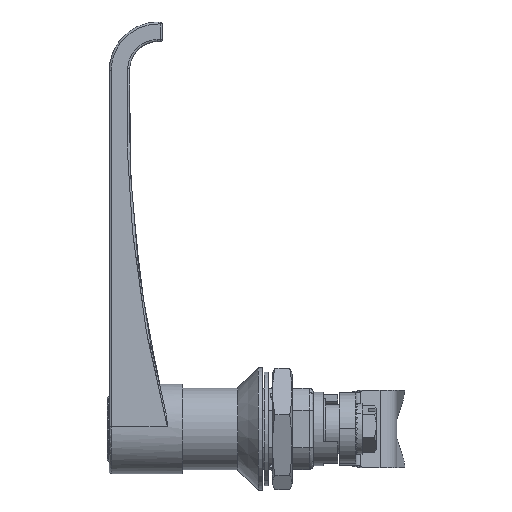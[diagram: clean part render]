
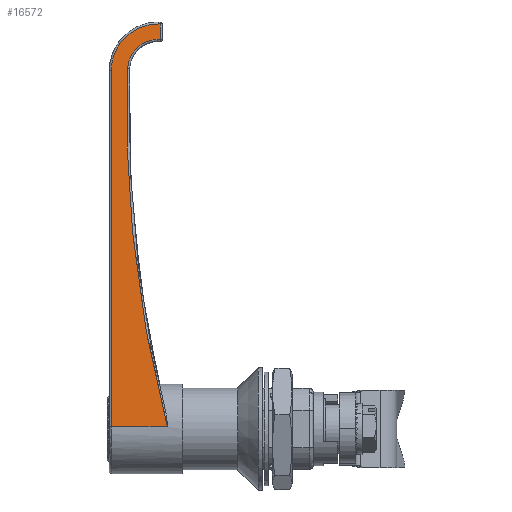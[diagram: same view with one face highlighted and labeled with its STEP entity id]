
A CAD part, left-side view. The second image highlights one B-rep face of the part: STEP entity #16572.
In plain terms, the highlighted planar face has unit normal (-0.999, 0, 0.045).
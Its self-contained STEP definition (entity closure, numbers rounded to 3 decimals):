
#364 = DIRECTION ( 'NONE',  ( 0., 1., 0. ) ) ;
#437 = VECTOR ( 'NONE', #20366, 1000. ) ;
#632 = CARTESIAN_POINT ( 'NONE',  ( -10.989, 23.342, 0.496 ) ) ;
#910 = CARTESIAN_POINT ( 'NONE',  ( -7.019, 33.095, 88.5 ) ) ;
#1192 = VERTEX_POINT ( 'NONE', #8468 ) ;
#1216 = CARTESIAN_POINT ( 'NONE',  ( -6.522, 22.7, 99.523 ) ) ;
#1279 = VECTOR ( 'NONE', #17002, 1000. ) ;
#1923 = EDGE_CURVE ( 'NONE', #20956, #21937, #18875, .T. ) ;
#2089 = AXIS2_PLACEMENT_3D ( 'NONE', #24676, #15106, #3631 ) ;
#2397 =( BOUNDED_CURVE ( )  B_SPLINE_CURVE ( 3, ( #910, #19966, #2837, #16204 ),
 .UNSPECIFIED., .F., .F. ) 
 B_SPLINE_CURVE_WITH_KNOTS ( ( 4, 4 ),
 ( 4.748, 6.248 ),
 .UNSPECIFIED. ) 
 CURVE ( )  GEOMETRIC_REPRESENTATION_ITEM ( )  RATIONAL_B_SPLINE_CURVE ( ( 1., 0.821, 0.821, 1. ) ) 
 REPRESENTATION_ITEM ( '' )  );
#2544 = CARTESIAN_POINT ( 'NONE',  ( -7.019, 33.095, 88.5 ) ) ;
#2837 = CARTESIAN_POINT ( 'NONE',  ( -6.699, 30.011, 95.584 ) ) ;
#3252 = VERTEX_POINT ( 'NONE', #23056 ) ;
#3345 = CARTESIAN_POINT ( 'NONE',  ( -6.522, 25.6, 99.523 ) ) ;
#3553 = EDGE_CURVE ( 'NONE', #21937, #15597, #5508, .T. ) ;
#3631 = DIRECTION ( 'NONE',  ( 0., 1., 0. ) ) ;
#3635 = VECTOR ( 'NONE', #13691, 1000. ) ;
#3821 = CARTESIAN_POINT ( 'NONE',  ( -6.522, 25.1, 99.523 ) ) ;
#4002 = ORIENTED_EDGE ( 'NONE', *, *, #1923, .T. ) ;
#4050 = CARTESIAN_POINT ( 'NONE',  ( -6.736, 37.1, 94.759 ) ) ;
#4688 = CARTESIAN_POINT ( 'NONE',  ( -6.691, 25.1, 95.755 ) ) ;
#5249 = CARTESIAN_POINT ( 'NONE',  ( -7.019, 33.095, 88.5 ) ) ;
#5481 = PLANE ( 'NONE',  #2089 ) ;
#5508 = LINE ( 'NONE', #1216, #437 ) ;
#6160 = VERTEX_POINT ( 'NONE', #10236 ) ;
#7861 = VECTOR ( 'NONE', #364, 1000. ) ;
#8086 =( BOUNDED_CURVE ( )  B_SPLINE_CURVE ( 3, ( #9736, #13583, #4050, #17423 ),
 .UNSPECIFIED., .F., .F. ) 
 B_SPLINE_CURVE_WITH_KNOTS ( ( 4, 4 ),
 ( 0., 1.571 ),
 .UNSPECIFIED. ) 
 CURVE ( )  GEOMETRIC_REPRESENTATION_ITEM ( )  RATIONAL_B_SPLINE_CURVE ( ( 1., 0.805, 0.805, 1. ) ) 
 REPRESENTATION_ITEM ( '' )  );
#8468 = CARTESIAN_POINT ( 'NONE',  ( -7.04, 37.1, 88.023 ) ) ;
#8533 = ORIENTED_EDGE ( 'NONE', *, *, #18025, .T. ) ;
#8783 = EDGE_LOOP ( 'NONE', ( #11509, #20319, #8533, #14143, #4002, #15232, #17564, #24252 ) ) ;
#9276 = CARTESIAN_POINT ( 'NONE',  ( -10.989, 25.1, 0.496 ) ) ;
#9736 = CARTESIAN_POINT ( 'NONE',  ( -6.522, 25.6, 99.523 ) ) ;
#10236 = CARTESIAN_POINT ( 'NONE',  ( -10.989, 37.1, 0.496 ) ) ;
#10400 = EDGE_CURVE ( 'NONE', #23146, #19840, #21002, .T. ) ;
#10412 = EDGE_CURVE ( 'NONE', #3252, #20956, #23540, .T. ) ;
#10586 = CARTESIAN_POINT ( 'NONE',  ( -10.989, 23.342, 0.496 ) ) ;
#11509 = ORIENTED_EDGE ( 'NONE', *, *, #22483, .F. ) ;
#11777 = DIRECTION ( 'NONE',  ( 0.002, -0.999, 0.035 ) ) ;
#13583 = CARTESIAN_POINT ( 'NONE',  ( -6.522, 32.337, 99.523 ) ) ;
#13691 = DIRECTION ( 'NONE',  ( 0.045, 0., 0.999 ) ) ;
#13791 = FACE_OUTER_BOUND ( 'NONE', #8783, .T. ) ;
#14143 = ORIENTED_EDGE ( 'NONE', *, *, #10412, .T. ) ;
#15087 = CARTESIAN_POINT ( 'NONE',  ( -10.989, 37.1, 0.496 ) ) ;
#15106 = DIRECTION ( 'NONE',  ( -0.999, 0., 0.045 ) ) ;
#15232 = ORIENTED_EDGE ( 'NONE', *, *, #3553, .T. ) ;
#15597 = VERTEX_POINT ( 'NONE', #3345 ) ;
#16204 = CARTESIAN_POINT ( 'NONE',  ( -6.693, 25.862, 95.729 ) ) ;
#16572 = ADVANCED_FACE ( 'NONE', ( #13791 ), #5481, .T. ) ;
#17002 = DIRECTION ( 'NONE',  ( -0.045, 0., -0.999 ) ) ;
#17423 = CARTESIAN_POINT ( 'NONE',  ( -7.04, 37.1, 88.023 ) ) ;
#17564 = ORIENTED_EDGE ( 'NONE', *, *, #23843, .T. ) ;
#17770 = CARTESIAN_POINT ( 'NONE',  ( -9.692, 30.877, 29.25 ) ) ;
#18016 = LINE ( 'NONE', #21455, #7861 ) ;
#18025 = EDGE_CURVE ( 'NONE', #19840, #3252, #2397, .T. ) ;
#18392 = VECTOR ( 'NONE', #11777, 1000. ) ;
#18875 = LINE ( 'NONE', #9276, #3635 ) ;
#19840 = VERTEX_POINT ( 'NONE', #5249 ) ;
#19966 = CARTESIAN_POINT ( 'NONE',  ( -6.832, 32.948, 92.649 ) ) ;
#20319 = ORIENTED_EDGE ( 'NONE', *, *, #10400, .T. ) ;
#20366 = DIRECTION ( 'NONE',  ( 0., 1., 0. ) ) ;
#20956 = VERTEX_POINT ( 'NONE', #4688 ) ;
#21002 =( BOUNDED_CURVE ( )  B_SPLINE_CURVE ( 3, ( #632, #17770, #23586, #2544 ),
 .UNSPECIFIED., .F., .F. ) 
 B_SPLINE_CURVE_WITH_KNOTS ( ( 4, 4 ),
 ( 4.456, 4.748 ),
 .UNSPECIFIED. ) 
 CURVE ( )  GEOMETRIC_REPRESENTATION_ITEM ( )  RATIONAL_B_SPLINE_CURVE ( ( 1., 0.993, 0.993, 1. ) ) 
 REPRESENTATION_ITEM ( '' )  );
#21323 = CARTESIAN_POINT ( 'NONE',  ( -6.693, 26.032, 95.723 ) ) ;
#21455 = CARTESIAN_POINT ( 'NONE',  ( -10.989, 22.7, 0.496 ) ) ;
#21664 = LINE ( 'NONE', #15087, #1279 ) ;
#21937 = VERTEX_POINT ( 'NONE', #3821 ) ;
#22317 = EDGE_CURVE ( 'NONE', #1192, #6160, #21664, .T. ) ;
#22483 = EDGE_CURVE ( 'NONE', #23146, #6160, #18016, .T. ) ;
#23056 = CARTESIAN_POINT ( 'NONE',  ( -6.693, 25.862, 95.729 ) ) ;
#23146 = VERTEX_POINT ( 'NONE', #10586 ) ;
#23540 = LINE ( 'NONE', #21323, #18392 ) ;
#23586 = CARTESIAN_POINT ( 'NONE',  ( -8.359, 34.151, 58.794 ) ) ;
#23843 = EDGE_CURVE ( 'NONE', #15597, #1192, #8086, .T. ) ;
#24252 = ORIENTED_EDGE ( 'NONE', *, *, #22317, .T. ) ;
#24676 = CARTESIAN_POINT ( 'NONE',  ( -10.989, 22.7, 0.496 ) ) ;
